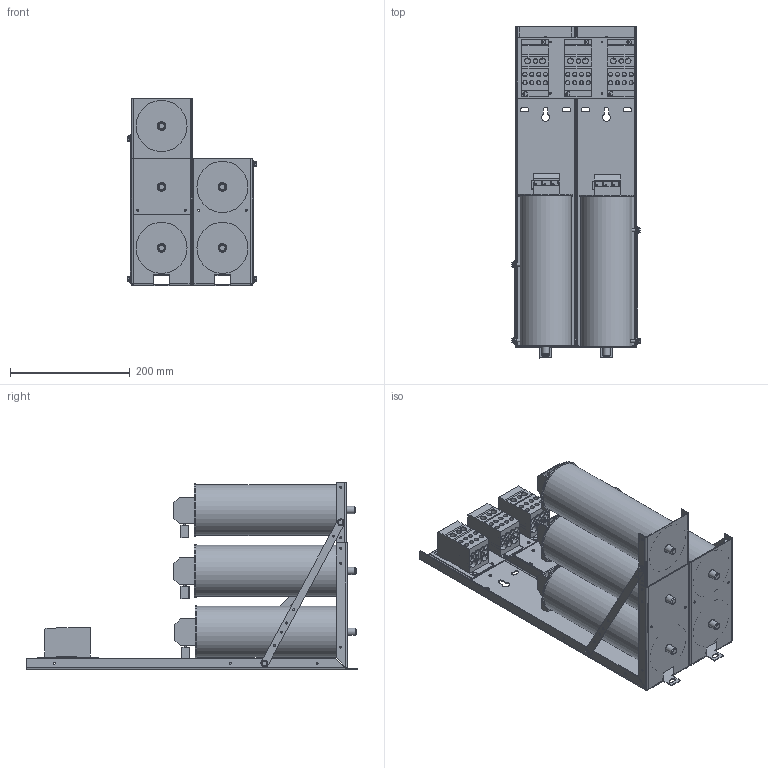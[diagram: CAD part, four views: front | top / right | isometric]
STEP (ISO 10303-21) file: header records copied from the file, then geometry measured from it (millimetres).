
FILE_DESCRIPTION(/* description */ (''),/* implementation_level */ '2;1');
FILE_NAME(/* name */ 'KPCUL048A65.stp',/* time_stamp */ '2021-07-08T13:37:53-05:00',/* author */ ('jnelson'),/* organization */ (''),/* preprocessor_version */ 'ST-DEVELOPER v17',/* originating_system */ 'Autodesk Inventor 2019',/* authorisation */ '');
FILE_SCHEMA (('AUTOMOTIVE_DESIGN { 1 0 10303 214 3 1 1 }'));
Length unit declared in the file: inch
Products named in the file (14): KPCUL048A65; MASTER 480V ASSEMBLY 5 CAPS HOLE TRAY ALTECH 38019 x 3 (27930); 27945; 23837; 27943; 2555; 27930; 27791-A; 25441; 31157; 28167; 15K 600V; ASC TERM BLOCK; bleeder resistor
Assembly tree (26 placements, depth 3):
  KPCUL048A65
    MASTER 480V ASSEMBLY 5 CAPS HOLE TRAY ALTECH 38019 x 3 (27930)
      27943  x2
      27791-A  x2
      2555  x3
      25441  x4
      27945
      23837
      27930  x3
      31157
    28167  x5
      15K 600V
      ASC TERM BLOCK
      bleeder resistor
Bounding box: 213.74 x 553.72 x 313.31 mm (x, y, z)
Volume: 8204133.6 mm3; surface area: 1133532.7 mm2
Topology: 37 solids, 37 shells, 1092 faces, 2833 edges, 1842 vertices
Faces by surface type: plane 652, cylinder 374, bspline 36, cone 17, torus 13
Full cylindrical faces by diameter (mm): 2.54 x15, 2.946 x10, 3.251 x30, 3.556 x22, 3.683 x3, 4.597 x4, 4.699 x30, 4.801 x8, 4.826 x10, 6.35 x10, 6.604 x6, 7.087 x12, 7.096 x6, 7.108 x6, 7.42 x3, 8.382 x6, 9.761 x3, 9.781 x3, 9.906 x6, 11.989 x5, 12.7 x3, 14.224 x6, 23.691 x3, 85.09 x10, 89.154 x5
Entity records: 14513 total; most frequent: CARTESIAN_POINT 3062, DIRECTION 2297, ORIENTED_EDGE 2186, EDGE_CURVE 1093, AXIS2_PLACEMENT_3D 824, VERTEX_POINT 709, LINE 649, VECTOR 649
